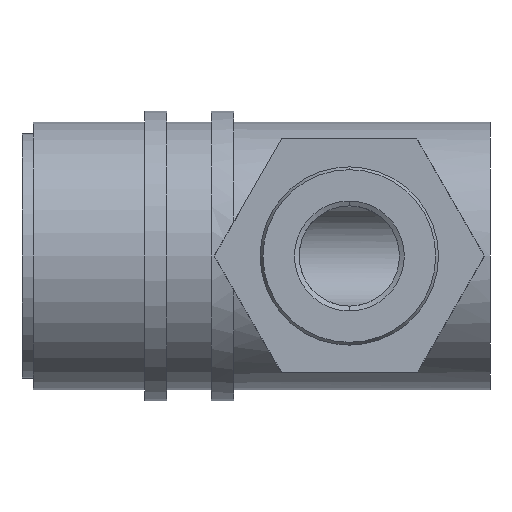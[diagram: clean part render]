
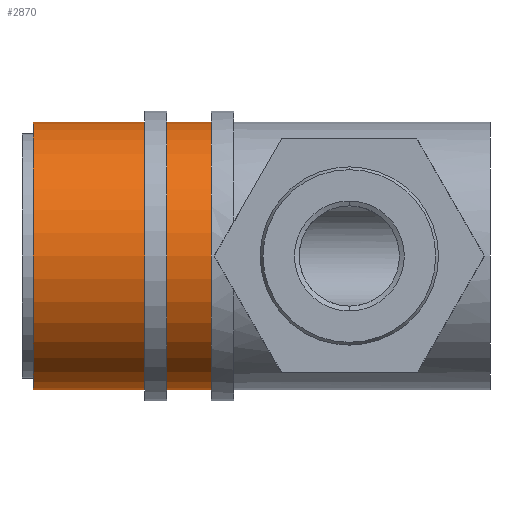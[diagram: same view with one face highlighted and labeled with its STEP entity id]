
A CAD part, front view. The second image highlights one B-rep face of the part: STEP entity #2870.
In plain terms, the highlighted cylindrical face has radius 12 mm (diameter 24 mm), a partial arc.
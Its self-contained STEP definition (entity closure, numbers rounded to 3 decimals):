
#267 = DIRECTION ( 'NONE',  ( -1., 0., 0. ) ) ;
#349 = VERTEX_POINT ( 'NONE', #5705 ) ;
#427 = DIRECTION ( 'NONE',  ( -1., 0., 0. ) ) ;
#672 = CARTESIAN_POINT ( 'NONE',  ( 1., 0., -12. ) ) ;
#1092 = ORIENTED_EDGE ( 'NONE', *, *, #3246, .F. ) ;
#1235 = VERTEX_POINT ( 'NONE', #2259 ) ;
#1260 = EDGE_CURVE ( 'NONE', #4104, #3861, #6268, .T. ) ;
#1548 = CARTESIAN_POINT ( 'NONE',  ( 17., 0., 0. ) ) ;
#1707 = LINE ( 'NONE', #3719, #4237 ) ;
#1718 = CIRCLE ( 'NONE', #8271, 12. ) ;
#1793 = ORIENTED_EDGE ( 'NONE', *, *, #1260, .F. ) ;
#2203 = CARTESIAN_POINT ( 'NONE',  ( 1., 0., 0. ) ) ;
#2248 = DIRECTION ( 'NONE',  ( 0., 0., 1. ) ) ;
#2259 = CARTESIAN_POINT ( 'NONE',  ( 17., 0., 12. ) ) ;
#2815 = DIRECTION ( 'NONE',  ( 0., 0., -1. ) ) ;
#2870 = ADVANCED_FACE ( 'NONE', ( #3371 ), #8158, .T. ) ;
#3246 = EDGE_CURVE ( 'NONE', #3861, #349, #1718, .T. ) ;
#3371 = FACE_OUTER_BOUND ( 'NONE', #4563, .T. ) ;
#3406 = CIRCLE ( 'NONE', #4530, 12. ) ;
#3490 = DIRECTION ( 'NONE',  ( -1., 0., 0. ) ) ;
#3565 = DIRECTION ( 'NONE',  ( 1., 0., 0. ) ) ;
#3719 = CARTESIAN_POINT ( 'NONE',  ( 0., 0., 12. ) ) ;
#3809 = VECTOR ( 'NONE', #427, 1000. ) ;
#3861 = VERTEX_POINT ( 'NONE', #672 ) ;
#3897 = EDGE_CURVE ( 'NONE', #1235, #349, #1707, .T. ) ;
#4104 = VERTEX_POINT ( 'NONE', #5541 ) ;
#4237 = VECTOR ( 'NONE', #267, 1000. ) ;
#4530 = AXIS2_PLACEMENT_3D ( 'NONE', #1548, #3565, #2815 ) ;
#4563 = EDGE_LOOP ( 'NONE', ( #1793, #6181, #8091, #1092 ) ) ;
#4923 = AXIS2_PLACEMENT_3D ( 'NONE', #7288, #3490, #6143 ) ;
#4927 = CARTESIAN_POINT ( 'NONE',  ( 0., 0., -12. ) ) ;
#5179 = EDGE_CURVE ( 'NONE', #1235, #4104, #3406, .T. ) ;
#5541 = CARTESIAN_POINT ( 'NONE',  ( 17., 0., -12. ) ) ;
#5571 = DIRECTION ( 'NONE',  ( -1., 0., 0. ) ) ;
#5705 = CARTESIAN_POINT ( 'NONE',  ( 1., 0., 12. ) ) ;
#6143 = DIRECTION ( 'NONE',  ( 0., 0., 1. ) ) ;
#6181 = ORIENTED_EDGE ( 'NONE', *, *, #5179, .F. ) ;
#6268 = LINE ( 'NONE', #4927, #3809 ) ;
#7288 = CARTESIAN_POINT ( 'NONE',  ( 0., 0., 0. ) ) ;
#8091 = ORIENTED_EDGE ( 'NONE', *, *, #3897, .T. ) ;
#8158 = CYLINDRICAL_SURFACE ( 'NONE', #4923, 12. ) ;
#8271 = AXIS2_PLACEMENT_3D ( 'NONE', #2203, #5571, #2248 ) ;
